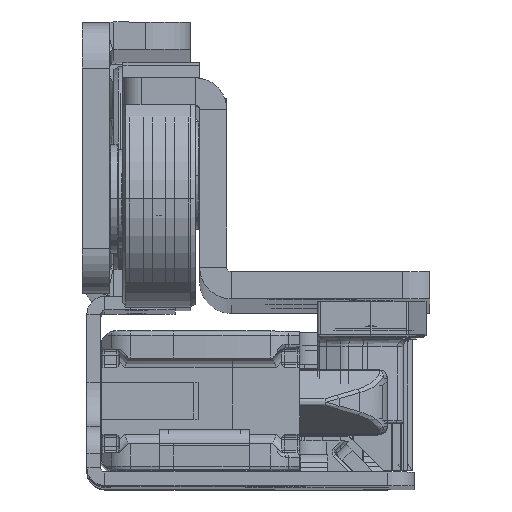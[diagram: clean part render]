
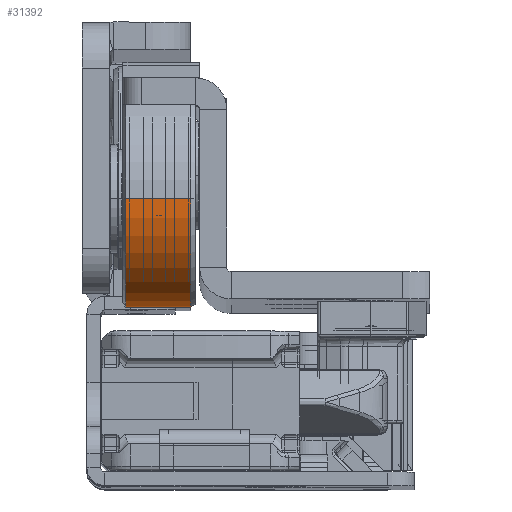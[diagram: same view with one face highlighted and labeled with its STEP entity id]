
A CAD part, top view. The second image highlights one B-rep face of the part: STEP entity #31392.
In plain terms, the highlighted cylindrical face has radius 12 mm (diameter 24 mm), a partial arc.
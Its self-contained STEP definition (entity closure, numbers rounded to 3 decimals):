
#3713 = FACE_OUTER_BOUND ( 'NONE', #130287, .T. ) ;
#5526 = DIRECTION ( 'NONE',  ( 0., 0., 1. ) ) ;
#11560 = CARTESIAN_POINT ( 'NONE',  ( 7.711, 0., -12. ) ) ;
#11930 = AXIS2_PLACEMENT_3D ( 'NONE', #84440, #127257, #53784 ) ;
#13747 = VERTEX_POINT ( 'NONE', #129517 ) ;
#14996 = LINE ( 'NONE', #28374, #129046 ) ;
#16383 = VERTEX_POINT ( 'NONE', #35499 ) ;
#17178 = VECTOR ( 'NONE', #45916, 1000. ) ;
#25307 = DIRECTION ( 'NONE',  ( -1., 0., 0. ) ) ;
#28374 = CARTESIAN_POINT ( 'NONE',  ( 0., 0., 12. ) ) ;
#30483 = EDGE_CURVE ( 'NONE', #13747, #126173, #55377, .T. ) ;
#31392 = ADVANCED_FACE ( 'NONE', ( #3713 ), #95663, .T. ) ;
#33032 = CARTESIAN_POINT ( 'NONE',  ( 0., 0., -12. ) ) ;
#34965 = ORIENTED_EDGE ( 'NONE', *, *, #54798, .T. ) ;
#35052 = DIRECTION ( 'NONE',  ( 0., 0., 1. ) ) ;
#35499 = CARTESIAN_POINT ( 'NONE',  ( 0.5, 0., -12. ) ) ;
#36208 = CARTESIAN_POINT ( 'NONE',  ( 7.711, 0., 0. ) ) ;
#43745 = EDGE_CURVE ( 'NONE', #13747, #44429, #14996, .T. ) ;
#44429 = VERTEX_POINT ( 'NONE', #103878 ) ;
#44603 = CIRCLE ( 'NONE', #11930, 12. ) ;
#45916 = DIRECTION ( 'NONE',  ( -1., 0., 0. ) ) ;
#53784 = DIRECTION ( 'NONE',  ( 0., 0., -1. ) ) ;
#54798 = EDGE_CURVE ( 'NONE', #126173, #16383, #76568, .T. ) ;
#55377 = CIRCLE ( 'NONE', #88039, 12. ) ;
#64354 = DIRECTION ( 'NONE',  ( -1., 0., 0. ) ) ;
#65020 = ORIENTED_EDGE ( 'NONE', *, *, #69666, .T. ) ;
#69666 = EDGE_CURVE ( 'NONE', #16383, #44429, #44603, .T. ) ;
#76568 = LINE ( 'NONE', #33032, #17178 ) ;
#80134 = DIRECTION ( 'NONE',  ( -1., 0., 0. ) ) ;
#83846 = AXIS2_PLACEMENT_3D ( 'NONE', #86834, #64354, #35052 ) ;
#84440 = CARTESIAN_POINT ( 'NONE',  ( 0.5, 0., 0. ) ) ;
#86834 = CARTESIAN_POINT ( 'NONE',  ( 0., 0., 0. ) ) ;
#88039 = AXIS2_PLACEMENT_3D ( 'NONE', #36208, #25307, #5526 ) ;
#95663 = CYLINDRICAL_SURFACE ( 'NONE', #83846, 12. ) ;
#98960 = ORIENTED_EDGE ( 'NONE', *, *, #30483, .T. ) ;
#103878 = CARTESIAN_POINT ( 'NONE',  ( 0.5, 0., 12. ) ) ;
#117560 = ORIENTED_EDGE ( 'NONE', *, *, #43745, .F. ) ;
#126173 = VERTEX_POINT ( 'NONE', #11560 ) ;
#127257 = DIRECTION ( 'NONE',  ( 1., 0., 0. ) ) ;
#129046 = VECTOR ( 'NONE', #80134, 1000. ) ;
#129517 = CARTESIAN_POINT ( 'NONE',  ( 7.711, 0., 12. ) ) ;
#130287 = EDGE_LOOP ( 'NONE', ( #98960, #34965, #65020, #117560 ) ) ;
